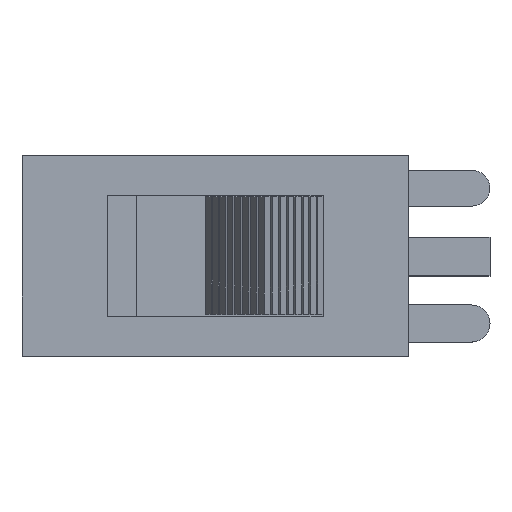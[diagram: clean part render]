
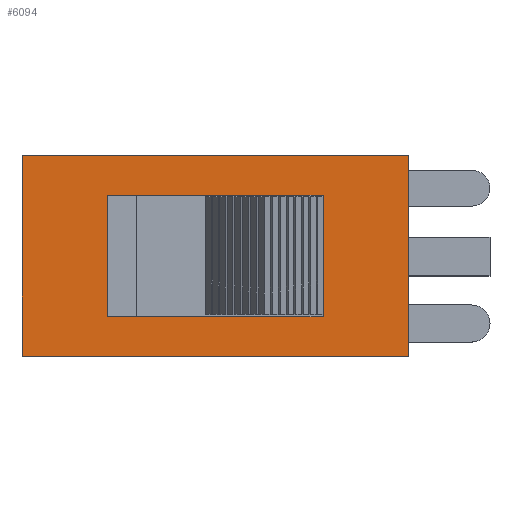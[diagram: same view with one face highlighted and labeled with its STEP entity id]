
A CAD part, top view. The second image highlights one B-rep face of the part: STEP entity #6094.
In plain terms, the highlighted planar face has unit normal (0, 0, 1).
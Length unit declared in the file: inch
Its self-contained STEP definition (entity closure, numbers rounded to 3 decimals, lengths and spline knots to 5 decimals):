
#869=CARTESIAN_POINT('',(0.25,0.12992,0.26417));
#870=VERTEX_POINT('',#869);
#877=CARTESIAN_POINT('',(0.25,-0.12992,0.26417));
#878=VERTEX_POINT('',#877);
#879=CARTESIAN_POINT('',(0.25,0.12992,0.26417));
#880=DIRECTION('',(0.0,-1.0,0.0));
#881=VECTOR('',#880,0.25984);
#882=LINE('',#879,#881);
#883=EDGE_CURVE('',#870,#878,#882,.T.);
#3520=CARTESIAN_POINT('',(0.13976,0.07598,0.26417));
#3521=VERTEX_POINT('',#3520);
#3522=CARTESIAN_POINT('',(0.13976,-0.07598,0.26417));
#3523=VERTEX_POINT('',#3522);
#3524=CARTESIAN_POINT('',(0.13976,0.07598,0.26417));
#3525=DIRECTION('',(0.0,-1.0,0.0));
#3526=VECTOR('',#3525,0.15197);
#3527=LINE('',#3524,#3526);
#3528=EDGE_CURVE('',#3521,#3523,#3527,.T.);
#4751=CARTESIAN_POINT('',(0.13976,0.07874,0.26417));
#4752=VERTEX_POINT('',#4751);
#4753=CARTESIAN_POINT('',(0.13976,0.07874,0.26417));
#4754=DIRECTION('',(0.0,-1.0,0.0));
#4755=VECTOR('',#4754,0.00276);
#4756=LINE('',#4753,#4755);
#4757=EDGE_CURVE('',#4752,#3521,#4756,.T.);
#6030=CARTESIAN_POINT('',(-0.275,-0.14291,0.26417));
#6031=DIRECTION('',(0.0,0.0,1.0));
#6032=DIRECTION('',(1.0,0.0,0.0));
#6033=AXIS2_PLACEMENT_3D('',#6030,#6031,#6032);
#6034=PLANE('',#6033);
#6035=CARTESIAN_POINT('',(-0.25,-0.12992,0.26417));
#6036=VERTEX_POINT('',#6035);
#6037=CARTESIAN_POINT('',(-0.25,0.12992,0.26417));
#6038=VERTEX_POINT('',#6037);
#6039=CARTESIAN_POINT('',(-0.25,-0.12992,0.26417));
#6040=DIRECTION('',(0.0,1.0,0.0));
#6041=VECTOR('',#6040,0.25984);
#6042=LINE('',#6039,#6041);
#6043=EDGE_CURVE('',#6036,#6038,#6042,.T.);
#6044=ORIENTED_EDGE('',*,*,#6043,.F.);
#6045=CARTESIAN_POINT('',(0.25,-0.12992,0.26417));
#6046=DIRECTION('',(-1.0,0.0,0.0));
#6047=VECTOR('',#6046,0.5);
#6048=LINE('',#6045,#6047);
#6049=EDGE_CURVE('',#878,#6036,#6048,.T.);
#6050=ORIENTED_EDGE('',*,*,#6049,.F.);
#6051=ORIENTED_EDGE('',*,*,#883,.F.);
#6052=CARTESIAN_POINT('',(-0.25,0.12992,0.26417));
#6053=DIRECTION('',(1.0,0.0,0.0));
#6054=VECTOR('',#6053,0.5);
#6055=LINE('',#6052,#6054);
#6056=EDGE_CURVE('',#6038,#870,#6055,.T.);
#6057=ORIENTED_EDGE('',*,*,#6056,.F.);
#6058=EDGE_LOOP('',(#6044,#6050,#6051,#6057));
#6059=FACE_OUTER_BOUND('',#6058,.T.);
#6060=ORIENTED_EDGE('',*,*,#4757,.T.);
#6061=ORIENTED_EDGE('',*,*,#3528,.T.);
#6062=CARTESIAN_POINT('',(0.13976,-0.07874,0.26417));
#6063=VERTEX_POINT('',#6062);
#6064=CARTESIAN_POINT('',(0.13976,-0.07598,0.26417));
#6065=DIRECTION('',(0.0,-1.0,0.0));
#6066=VECTOR('',#6065,0.00276);
#6067=LINE('',#6064,#6066);
#6068=EDGE_CURVE('',#3523,#6063,#6067,.T.);
#6069=ORIENTED_EDGE('',*,*,#6068,.T.);
#6070=CARTESIAN_POINT('',(-0.13976,-0.07874,0.26417));
#6071=VERTEX_POINT('',#6070);
#6072=CARTESIAN_POINT('',(0.13976,-0.07874,0.26417));
#6073=DIRECTION('',(-1.0,0.0,0.0));
#6074=VECTOR('',#6073,0.27953);
#6075=LINE('',#6072,#6074);
#6076=EDGE_CURVE('',#6063,#6071,#6075,.T.);
#6077=ORIENTED_EDGE('',*,*,#6076,.T.);
#6078=CARTESIAN_POINT('',(-0.13976,0.07874,0.26417));
#6079=VERTEX_POINT('',#6078);
#6080=CARTESIAN_POINT('',(-0.13976,-0.07874,0.26417));
#6081=DIRECTION('',(0.0,1.0,0.0));
#6082=VECTOR('',#6081,0.15748);
#6083=LINE('',#6080,#6082);
#6084=EDGE_CURVE('',#6071,#6079,#6083,.T.);
#6085=ORIENTED_EDGE('',*,*,#6084,.T.);
#6086=CARTESIAN_POINT('',(-0.13976,0.07874,0.26417));
#6087=DIRECTION('',(1.0,0.0,0.0));
#6088=VECTOR('',#6087,0.27953);
#6089=LINE('',#6086,#6088);
#6090=EDGE_CURVE('',#6079,#4752,#6089,.T.);
#6091=ORIENTED_EDGE('',*,*,#6090,.T.);
#6092=EDGE_LOOP('',(#6060,#6061,#6069,#6077,#6085,#6091));
#6093=FACE_BOUND('',#6092,.T.);
#6094=ADVANCED_FACE('',(#6059,#6093),#6034,.T.);
